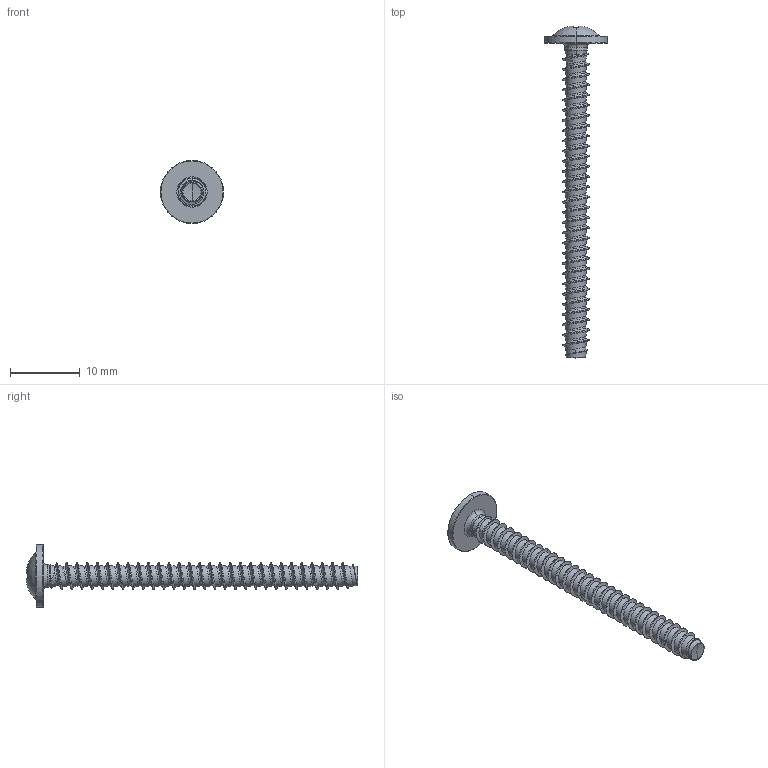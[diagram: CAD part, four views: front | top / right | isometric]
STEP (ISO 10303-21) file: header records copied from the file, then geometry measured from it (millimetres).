
FILE_DESCRIPTION (( 'STEP AP203' ), '1' );
FILE_NAME ('STP310400450.STEP', '2017-08-15T13:21:28', ( '' ), ( '' ), 'SwSTEP 2.0', 'SolidWorks 2015', '' );
FILE_SCHEMA (( 'CONFIG_CONTROL_DESIGN' ));
Products named in the file (1): STP310400450
Bounding box: 9 x 47.44 x 9 mm (x, y, z)
Volume: 417.1 mm3; surface area: 839.9 mm2
Topology: 1 solids, 1 shells, 226 faces, 544 edges, 321 vertices
Faces by surface type: cylinder 86, bspline 51, torus 30, sphere 28, plane 23, cone 8
Entity records: 40624 total; most frequent: CARTESIAN_POINT 35896, ORIENTED_EDGE 1084, DIRECTION 860, EDGE_CURVE 542, AXIS2_PLACEMENT_3D 371, VERTEX_POINT 321, EDGE_LOOP 229, ADVANCED_FACE 226
